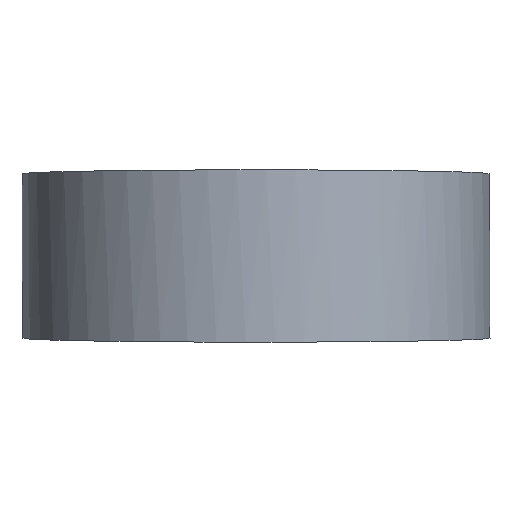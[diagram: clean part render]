
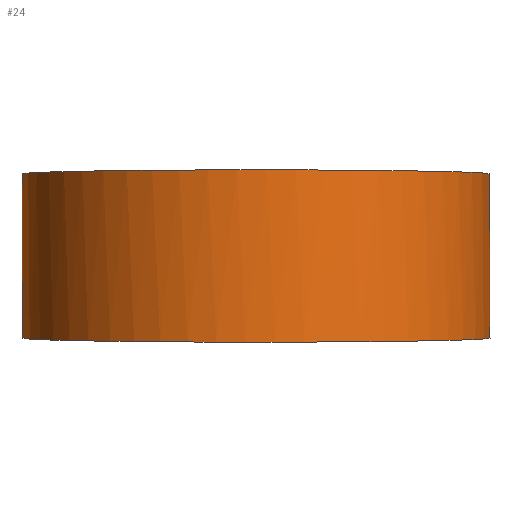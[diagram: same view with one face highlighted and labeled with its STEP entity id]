
A CAD part, left-side view. The second image highlights one B-rep face of the part: STEP entity #24.
In plain terms, the highlighted cylindrical face has radius 8.15 mm (diameter 16.299 mm), a partial arc.
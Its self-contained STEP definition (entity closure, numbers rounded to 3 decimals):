
#24=ADVANCED_FACE('',(#42),#296,.T.);
#42=FACE_OUTER_BOUND('',#60,.T.);
#60=EDGE_LOOP('',(#108,#109,#110,#111));
#108=ORIENTED_EDGE('',*,*,#211,.T.);
#109=ORIENTED_EDGE('',*,*,#208,.T.);
#110=ORIENTED_EDGE('',*,*,#179,.T.);
#111=ORIENTED_EDGE('',*,*,#207,.F.);
#179=EDGE_CURVE('',#273,#272,#243,.T.);
#207=EDGE_CURVE('',#288,#272,#224,.T.);
#208=EDGE_CURVE('',#289,#273,#225,.T.);
#211=EDGE_CURVE('',#288,#289,#259,.T.);
#224=(
BOUNDED_CURVE()
B_SPLINE_CURVE(1,(#749,#750),.UNSPECIFIED.,.F.,.F.)
B_SPLINE_CURVE_WITH_KNOTS((2,2),(1.153,6.847),
 .UNSPECIFIED.)
CURVE()
GEOMETRIC_REPRESENTATION_ITEM()
RATIONAL_B_SPLINE_CURVE((1.,1.))
REPRESENTATION_ITEM('')
);
#225=(
BOUNDED_CURVE()
B_SPLINE_CURVE(1,(#751,#752),.UNSPECIFIED.,.F.,.F.)
B_SPLINE_CURVE_WITH_KNOTS((2,2),(1.153,6.847),
 .UNSPECIFIED.)
CURVE()
GEOMETRIC_REPRESENTATION_ITEM()
RATIONAL_B_SPLINE_CURVE((1.,1.))
REPRESENTATION_ITEM('')
);
#243=B_SPLINE_CURVE_WITH_KNOTS('',3,(#595,#596,#597,#598,#599,#600,#601,
#602,#603,#604,#605,#606,#607,#608,#609,#610,#611,#612,#613,#614,#615,#616,
#617,#618,#619),.UNSPECIFIED.,.F.,.F.,(4,2,3,2,2,3,2,2,3,2,4),(0.,3.382,
6.764,10.141,11.825,13.509,15.193,
16.877,20.255,23.636,27.018),
 .UNSPECIFIED.);
#259=B_SPLINE_CURVE_WITH_KNOTS('',3,(#757,#758,#759,#760,#761,#762,#763,
#764,#765,#766,#767,#768,#769,#770,#771,#772,#773,#774,#775,#776,#777,#778,
#779,#780,#781),.UNSPECIFIED.,.F.,.F.,(4,2,3,2,2,3,2,2,3,2,4),(0.,3.382,
6.764,10.141,11.825,13.509,15.193,
16.877,20.255,23.636,27.018),
 .UNSPECIFIED.);
#272=VERTEX_POINT('',#470);
#273=VERTEX_POINT('',#471);
#288=VERTEX_POINT('',#486);
#289=VERTEX_POINT('',#487);
#296=CYLINDRICAL_SURFACE('',#408,8.15);
#408=AXIS2_PLACEMENT_3D('',#450,#429,$);
#429=DIRECTION('',(0.,0.,1.));
#450=CARTESIAN_POINT('',(-1211.274,-551.671,4.));
#470=CARTESIAN_POINT('',(-1210.645,-543.545,6.847));
#471=CARTESIAN_POINT('',(-1210.645,-559.796,6.847));
#486=CARTESIAN_POINT('',(-1210.645,-543.545,1.153));
#487=CARTESIAN_POINT('',(-1210.645,-559.796,1.153));
#595=CARTESIAN_POINT('',(-1210.645,-559.796,6.847));
#596=CARTESIAN_POINT('',(-1211.765,-559.883,6.866));
#597=CARTESIAN_POINT('',(-1212.89,-559.737,6.886));
#598=CARTESIAN_POINT('',(-1215.012,-558.999,6.923));
#599=CARTESIAN_POINT('',(-1215.985,-558.415,6.94));
#600=CARTESIAN_POINT('',(-1216.809,-557.652,6.954));
#601=CARTESIAN_POINT('',(-1217.634,-556.889,6.969));
#602=CARTESIAN_POINT('',(-1218.291,-555.964,6.98));
#603=CARTESIAN_POINT('',(-1218.965,-554.421,6.992));
#604=CARTESIAN_POINT('',(-1219.136,-553.886,6.995));
#605=CARTESIAN_POINT('',(-1219.365,-552.79,6.999));
#606=CARTESIAN_POINT('',(-1219.423,-552.231,7.));
#607=CARTESIAN_POINT('',(-1219.423,-551.671,7.));
#608=CARTESIAN_POINT('',(-1219.423,-551.111,7.));
#609=CARTESIAN_POINT('',(-1219.365,-550.552,6.999));
#610=CARTESIAN_POINT('',(-1219.136,-549.455,6.995));
#611=CARTESIAN_POINT('',(-1218.965,-548.92,6.992));
#612=CARTESIAN_POINT('',(-1218.291,-547.378,6.98));
#613=CARTESIAN_POINT('',(-1217.634,-546.453,6.969));
#614=CARTESIAN_POINT('',(-1216.809,-545.69,6.954));
#615=CARTESIAN_POINT('',(-1215.985,-544.927,6.94));
#616=CARTESIAN_POINT('',(-1215.012,-544.343,6.923));
#617=CARTESIAN_POINT('',(-1212.89,-543.605,6.886));
#618=CARTESIAN_POINT('',(-1211.765,-543.459,6.866));
#619=CARTESIAN_POINT('',(-1210.645,-543.545,6.847));
#749=CARTESIAN_POINT('',(-1210.645,-543.545,1.153));
#750=CARTESIAN_POINT('',(-1210.645,-543.545,6.847));
#751=CARTESIAN_POINT('',(-1210.645,-559.796,1.153));
#752=CARTESIAN_POINT('',(-1210.645,-559.796,6.847));
#757=CARTESIAN_POINT('',(-1210.645,-543.545,1.153));
#758=CARTESIAN_POINT('',(-1211.765,-543.459,1.134));
#759=CARTESIAN_POINT('',(-1212.89,-543.605,1.114));
#760=CARTESIAN_POINT('',(-1215.012,-544.343,1.077));
#761=CARTESIAN_POINT('',(-1215.985,-544.927,1.06));
#762=CARTESIAN_POINT('',(-1216.809,-545.69,1.046));
#763=CARTESIAN_POINT('',(-1217.634,-546.453,1.031));
#764=CARTESIAN_POINT('',(-1218.291,-547.378,1.02));
#765=CARTESIAN_POINT('',(-1218.965,-548.92,1.008));
#766=CARTESIAN_POINT('',(-1219.136,-549.455,1.005));
#767=CARTESIAN_POINT('',(-1219.365,-550.552,1.001));
#768=CARTESIAN_POINT('',(-1219.423,-551.111,1.));
#769=CARTESIAN_POINT('',(-1219.423,-551.671,1.));
#770=CARTESIAN_POINT('',(-1219.423,-552.231,1.));
#771=CARTESIAN_POINT('',(-1219.365,-552.79,1.001));
#772=CARTESIAN_POINT('',(-1219.136,-553.886,1.005));
#773=CARTESIAN_POINT('',(-1218.965,-554.421,1.008));
#774=CARTESIAN_POINT('',(-1218.291,-555.964,1.02));
#775=CARTESIAN_POINT('',(-1217.634,-556.889,1.031));
#776=CARTESIAN_POINT('',(-1216.809,-557.652,1.046));
#777=CARTESIAN_POINT('',(-1215.985,-558.415,1.06));
#778=CARTESIAN_POINT('',(-1215.012,-558.999,1.077));
#779=CARTESIAN_POINT('',(-1212.89,-559.737,1.114));
#780=CARTESIAN_POINT('',(-1211.765,-559.883,1.134));
#781=CARTESIAN_POINT('',(-1210.645,-559.796,1.153));
